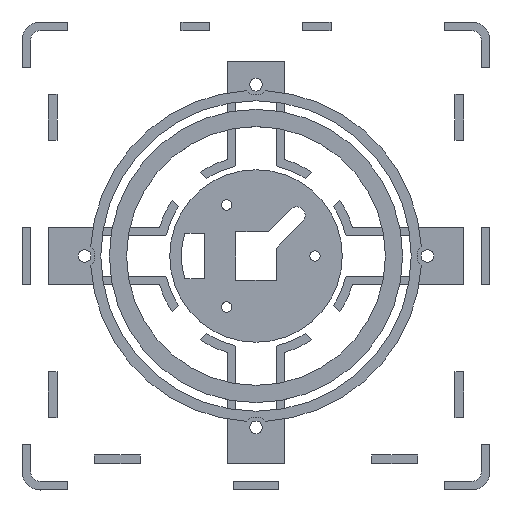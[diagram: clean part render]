
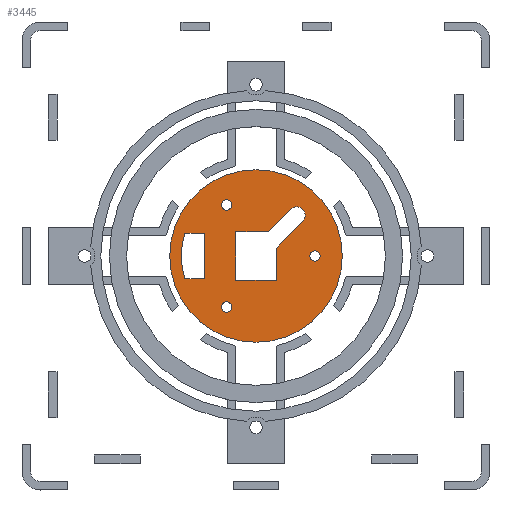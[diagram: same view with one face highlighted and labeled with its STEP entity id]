
A CAD part, top view. The second image highlights one B-rep face of the part: STEP entity #3445.
In plain terms, the highlighted planar face has unit normal (0, 0, 1).
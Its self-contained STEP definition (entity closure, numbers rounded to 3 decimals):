
#17=FACE_BOUND('',#527,.T.);
#18=FACE_BOUND('',#528,.T.);
#19=FACE_BOUND('',#529,.T.);
#20=FACE_BOUND('',#530,.T.);
#21=FACE_BOUND('',#531,.T.);
#70=CIRCLE('',#3707,13.);
#71=CIRCLE('',#3712,0.9);
#73=CIRCLE('',#3715,0.9);
#75=CIRCLE('',#3718,0.9);
#78=CIRCLE('',#3724,1.5);
#79=CIRCLE('',#3730,15.);
#316=FACE_OUTER_BOUND('',#526,.T.);
#526=EDGE_LOOP('',(#2584));
#527=EDGE_LOOP('',(#2585,#2586,#2587,#2588,#2589,#2590,#2591));
#528=EDGE_LOOP('',(#2592));
#529=EDGE_LOOP('',(#2593));
#530=EDGE_LOOP('',(#2594));
#531=EDGE_LOOP('',(#2595,#2596,#2597,#2598));
#782=LINE('',#5238,#1162);
#785=LINE('',#5244,#1165);
#788=LINE('',#5248,#1168);
#794=LINE('',#5274,#1174);
#797=LINE('',#5280,#1177);
#801=LINE('',#5292,#1181);
#804=LINE('',#5298,#1184);
#807=LINE('',#5304,#1187);
#810=LINE('',#5308,#1190);
#1162=VECTOR('',#4234,10.);
#1165=VECTOR('',#4239,10.);
#1168=VECTOR('',#4244,10.);
#1174=VECTOR('',#4270,10.);
#1177=VECTOR('',#4275,10.);
#1181=VECTOR('',#4287,10.);
#1184=VECTOR('',#4292,10.);
#1187=VECTOR('',#4297,10.);
#1190=VECTOR('',#4302,10.);
#1528=VERTEX_POINT('',#5229);
#1529=VERTEX_POINT('',#5231);
#1531=VERTEX_POINT('',#5237);
#1533=VERTEX_POINT('',#5243);
#1534=VERTEX_POINT('',#5250);
#1536=VERTEX_POINT('',#5256);
#1538=VERTEX_POINT('',#5262);
#1542=VERTEX_POINT('',#5271);
#1543=VERTEX_POINT('',#5273);
#1545=VERTEX_POINT('',#5279);
#1547=VERTEX_POINT('',#5285);
#1549=VERTEX_POINT('',#5291);
#1551=VERTEX_POINT('',#5297);
#1553=VERTEX_POINT('',#5303);
#1554=VERTEX_POINT('',#5310);
#1899=EDGE_CURVE('',#1529,#1528,#70,.T.);
#1902=EDGE_CURVE('',#1531,#1529,#782,.T.);
#1905=EDGE_CURVE('',#1533,#1531,#785,.T.);
#1908=EDGE_CURVE('',#1528,#1533,#788,.T.);
#1909=EDGE_CURVE('',#1534,#1534,#71,.T.);
#1912=EDGE_CURVE('',#1536,#1536,#73,.T.);
#1915=EDGE_CURVE('',#1538,#1538,#75,.T.);
#1920=EDGE_CURVE('',#1543,#1542,#794,.T.);
#1923=EDGE_CURVE('',#1545,#1543,#797,.T.);
#1926=EDGE_CURVE('',#1547,#1545,#78,.T.);
#1929=EDGE_CURVE('',#1549,#1547,#801,.T.);
#1932=EDGE_CURVE('',#1551,#1549,#804,.T.);
#1935=EDGE_CURVE('',#1553,#1551,#807,.T.);
#1938=EDGE_CURVE('',#1542,#1553,#810,.T.);
#1939=EDGE_CURVE('',#1554,#1554,#79,.T.);
#2584=ORIENTED_EDGE('',*,*,#1939,.T.);
#2585=ORIENTED_EDGE('',*,*,#1938,.T.);
#2586=ORIENTED_EDGE('',*,*,#1935,.T.);
#2587=ORIENTED_EDGE('',*,*,#1932,.T.);
#2588=ORIENTED_EDGE('',*,*,#1929,.T.);
#2589=ORIENTED_EDGE('',*,*,#1926,.T.);
#2590=ORIENTED_EDGE('',*,*,#1923,.T.);
#2591=ORIENTED_EDGE('',*,*,#1920,.T.);
#2592=ORIENTED_EDGE('',*,*,#1915,.T.);
#2593=ORIENTED_EDGE('',*,*,#1912,.T.);
#2594=ORIENTED_EDGE('',*,*,#1909,.T.);
#2595=ORIENTED_EDGE('',*,*,#1908,.T.);
#2596=ORIENTED_EDGE('',*,*,#1905,.T.);
#2597=ORIENTED_EDGE('',*,*,#1902,.T.);
#2598=ORIENTED_EDGE('',*,*,#1899,.T.);
#3269=PLANE('',#3732);
#3445=ADVANCED_FACE('',(#316,#17,#18,#19,#20,#21),#3269,.T.);
#3707=AXIS2_PLACEMENT_3D('',#5232,#4228,#4229);
#3712=AXIS2_PLACEMENT_3D('',#5251,#4247,#4248);
#3715=AXIS2_PLACEMENT_3D('',#5257,#4254,#4255);
#3718=AXIS2_PLACEMENT_3D('',#5263,#4261,#4262);
#3724=AXIS2_PLACEMENT_3D('',#5286,#4281,#4282);
#3730=AXIS2_PLACEMENT_3D('',#5311,#4305,#4306);
#3732=AXIS2_PLACEMENT_3D('',#5315,#4310,#4311);
#4228=DIRECTION('center_axis',(0.,0.,-1.));
#4229=DIRECTION('ref_axis',(-0.951,0.308,0.));
#4234=DIRECTION('',(-1.,0.,0.));
#4239=DIRECTION('',(0.,-1.,0.));
#4244=DIRECTION('',(1.,0.,0.));
#4247=DIRECTION('center_axis',(0.,0.,-1.));
#4248=DIRECTION('ref_axis',(-1.,0.,0.));
#4254=DIRECTION('center_axis',(0.,0.,-1.));
#4255=DIRECTION('ref_axis',(-1.,0.,0.));
#4261=DIRECTION('center_axis',(0.,0.,-1.));
#4262=DIRECTION('ref_axis',(-1.,0.,0.));
#4270=DIRECTION('',(0.,-1.,0.));
#4275=DIRECTION('',(-0.707,-0.707,0.));
#4281=DIRECTION('center_axis',(0.,0.,-1.));
#4282=DIRECTION('ref_axis',(0.707,-0.707,0.));
#4287=DIRECTION('',(0.707,0.707,0.));
#4292=DIRECTION('',(1.,0.,0.));
#4297=DIRECTION('',(0.,1.,0.));
#4302=DIRECTION('',(-1.,0.,0.));
#4305=DIRECTION('center_axis',(0.,0.,1.));
#4306=DIRECTION('ref_axis',(-1.,0.,0.));
#4310=DIRECTION('center_axis',(0.,0.,1.));
#4311=DIRECTION('ref_axis',(-1.,0.,0.));
#5229=CARTESIAN_POINT('',(-12.369,4.,0.5));
#5231=CARTESIAN_POINT('',(-12.369,-4.,0.5));
#5232=CARTESIAN_POINT('Origin',(0.,0.,
0.5));
#5237=CARTESIAN_POINT('',(-9.,-4.,0.5));
#5238=CARTESIAN_POINT('',(-12.369,-4.,0.5));
#5243=CARTESIAN_POINT('',(-9.,4.,0.5));
#5244=CARTESIAN_POINT('',(-9.,-4.,0.5));
#5248=CARTESIAN_POINT('',(-9.,4.,0.5));
#5250=CARTESIAN_POINT('',(11.151,0.,0.5));
#5251=CARTESIAN_POINT('Origin',(10.251,0.,0.5));
#5256=CARTESIAN_POINT('',(-4.225,8.878,0.5));
#5257=CARTESIAN_POINT('Origin',(-5.125,8.878,0.5));
#5262=CARTESIAN_POINT('',(-4.225,-8.878,0.5));
#5263=CARTESIAN_POINT('Origin',(-5.125,-8.878,0.5));
#5271=CARTESIAN_POINT('',(3.5,-4.25,0.5));
#5273=CARTESIAN_POINT('',(3.5,1.379,0.5));
#5274=CARTESIAN_POINT('',(3.5,-4.25,0.5));
#5279=CARTESIAN_POINT('',(8.132,6.01,0.5));
#5280=CARTESIAN_POINT('',(3.5,1.379,0.5));
#5285=CARTESIAN_POINT('',(6.01,8.132,0.5));
#5286=CARTESIAN_POINT('Origin',(7.071,7.071,0.5));
#5291=CARTESIAN_POINT('',(2.129,4.25,0.5));
#5292=CARTESIAN_POINT('',(6.01,8.132,0.5));
#5297=CARTESIAN_POINT('',(-3.5,4.25,0.5));
#5298=CARTESIAN_POINT('',(2.129,4.25,0.5));
#5303=CARTESIAN_POINT('',(-3.5,-4.25,0.5));
#5304=CARTESIAN_POINT('',(-3.5,4.25,0.5));
#5308=CARTESIAN_POINT('',(-3.5,-4.25,0.5));
#5310=CARTESIAN_POINT('',(15.,0.,0.5));
#5311=CARTESIAN_POINT('Origin',(0.,0.,
0.5));
#5315=CARTESIAN_POINT('Origin',(0.,0.,
0.5));
